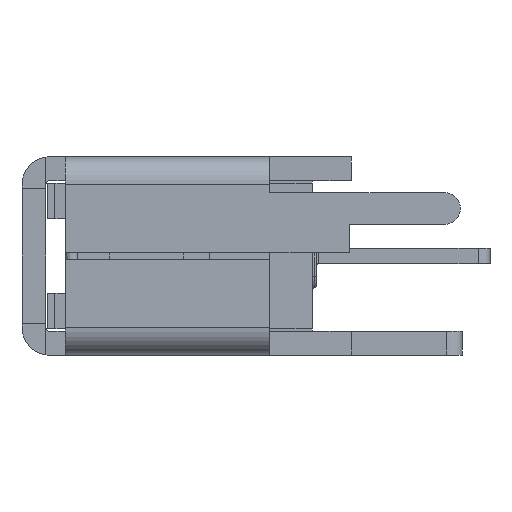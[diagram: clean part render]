
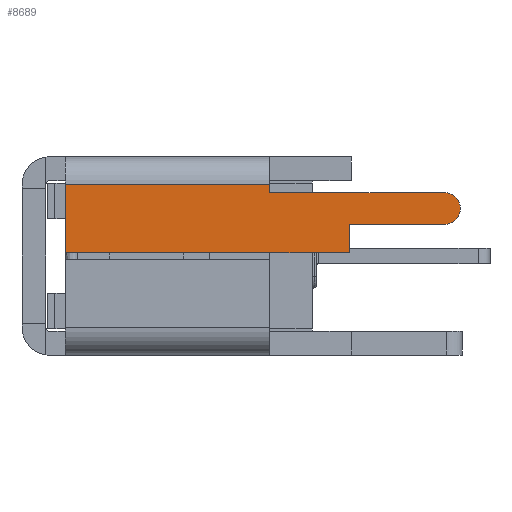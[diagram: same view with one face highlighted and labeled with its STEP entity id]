
A CAD part, left-side view. The second image highlights one B-rep face of the part: STEP entity #8689.
In plain terms, the highlighted face is planar.
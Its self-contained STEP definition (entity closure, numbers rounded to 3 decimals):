
#69 = ORIENTED_EDGE ( 'NONE', *, *, #6636, .T. ) ;
#220 = CARTESIAN_POINT ( 'NONE',  ( -1.6, 6., 6.48 ) ) ;
#306 = VECTOR ( 'NONE', #1245, 1000. ) ;
#328 = LINE ( 'NONE', #220, #10027 ) ;
#543 = CARTESIAN_POINT ( 'NONE',  ( -0.8, 6., -1.47 ) ) ;
#562 = VECTOR ( 'NONE', #6071, 1000. ) ;
#584 = DIRECTION ( 'NONE',  ( -1., 0., 0. ) ) ;
#650 = CARTESIAN_POINT ( 'NONE',  ( -0.8, 6., -3.87 ) ) ;
#685 = CARTESIAN_POINT ( 'NONE',  ( -0.08, 6., -1.47 ) ) ;
#840 = DIRECTION ( 'NONE',  ( 1., 0., 0. ) ) ;
#1232 = EDGE_CURVE ( 'NONE', #5318, #7574, #2981, .T. ) ;
#1245 = DIRECTION ( 'NONE',  ( 0., 0., -1. ) ) ;
#1256 = CARTESIAN_POINT ( 'NONE',  ( -0.8, 6., 6.48 ) ) ;
#1265 = VERTEX_POINT ( 'NONE', #650 ) ;
#1384 = VECTOR ( 'NONE', #8636, 1000. ) ;
#1608 = EDGE_CURVE ( 'NONE', #4948, #1911, #2762, .T. ) ;
#1777 = EDGE_CURVE ( 'NONE', #7487, #4438, #10008, .T. ) ;
#1821 = ORIENTED_EDGE ( 'NONE', *, *, #8066, .F. ) ;
#1911 = VERTEX_POINT ( 'NONE', #9456 ) ;
#2022 = DIRECTION ( 'NONE',  ( -1., 0., 0. ) ) ;
#2033 = AXIS2_PLACEMENT_3D ( 'NONE', #3542, #8921, #2022 ) ;
#2398 = ORIENTED_EDGE ( 'NONE', *, *, #1777, .T. ) ;
#2513 = VECTOR ( 'NONE', #4207, 1000. ) ;
#2762 = LINE ( 'NONE', #8196, #6182 ) ;
#2981 = LINE ( 'NONE', #8961, #562 ) ;
#3406 = ORIENTED_EDGE ( 'NONE', *, *, #6391, .T. ) ;
#3542 = CARTESIAN_POINT ( 'NONE',  ( -2.5, 6., 6.48 ) ) ;
#3548 = VERTEX_POINT ( 'NONE', #5667 ) ;
#3716 = DIRECTION ( 'NONE',  ( 0., 1., 0. ) ) ;
#3801 = ORIENTED_EDGE ( 'NONE', *, *, #1608, .T. ) ;
#4063 = ORIENTED_EDGE ( 'NONE', *, *, #7450, .T. ) ;
#4207 = DIRECTION ( 'NONE',  ( 0., 0., -1. ) ) ;
#4352 = LINE ( 'NONE', #1256, #2513 ) ;
#4438 = VERTEX_POINT ( 'NONE', #8243 ) ;
#4948 = VERTEX_POINT ( 'NONE', #5175 ) ;
#5130 = DIRECTION ( 'NONE',  ( 1., 0., 0. ) ) ;
#5175 = CARTESIAN_POINT ( 'NONE',  ( -1.6, 6., 0.54 ) ) ;
#5318 = VERTEX_POINT ( 'NONE', #685 ) ;
#5619 = ORIENTED_EDGE ( 'NONE', *, *, #1232, .T. ) ;
#5667 = CARTESIAN_POINT ( 'NONE',  ( -1.6, 6., -3.87 ) ) ;
#5744 = ORIENTED_EDGE ( 'NONE', *, *, #7817, .T. ) ;
#5830 = PLANE ( 'NONE',  #2033 ) ;
#5964 = CARTESIAN_POINT ( 'NONE',  ( -0.08, 6., 0.54 ) ) ;
#6015 = LINE ( 'NONE', #5964, #306 ) ;
#6071 = DIRECTION ( 'NONE',  ( -1., 0., 0. ) ) ;
#6182 = VECTOR ( 'NONE', #584, 1000. ) ;
#6391 = EDGE_CURVE ( 'NONE', #4438, #5318, #6015, .T. ) ;
#6409 = AXIS2_PLACEMENT_3D ( 'NONE', #8997, #3716, #5130 ) ;
#6636 = EDGE_CURVE ( 'NONE', #3548, #4948, #328, .T. ) ;
#7450 = EDGE_CURVE ( 'NONE', #7574, #1265, #4352, .T. ) ;
#7487 = VERTEX_POINT ( 'NONE', #9820 ) ;
#7574 = VERTEX_POINT ( 'NONE', #543 ) ;
#7705 = CIRCLE ( 'NONE', #6409, 0.4 ) ;
#7817 = EDGE_CURVE ( 'NONE', #1265, #3548, #7705, .T. ) ;
#8066 = EDGE_CURVE ( 'NONE', #7487, #1911, #9401, .T. ) ;
#8082 = CARTESIAN_POINT ( 'NONE',  ( -1.8, 6., 6.48 ) ) ;
#8196 = CARTESIAN_POINT ( 'NONE',  ( -2.5, 6., 0.54 ) ) ;
#8243 = CARTESIAN_POINT ( 'NONE',  ( -0.08, 6., 5.69 ) ) ;
#8298 = EDGE_LOOP ( 'NONE', ( #69, #3801, #1821, #2398, #3406, #5619, #4063, #5744 ) ) ;
#8500 = CARTESIAN_POINT ( 'NONE',  ( 2.5, 6., 5.69 ) ) ;
#8636 = DIRECTION ( 'NONE',  ( 0., 0., -1. ) ) ;
#8689 = ADVANCED_FACE ( 'NONE', ( #9721 ), #5830, .T. ) ;
#8921 = DIRECTION ( 'NONE',  ( 0., 1., 0. ) ) ;
#8961 = CARTESIAN_POINT ( 'NONE',  ( -2.5, 6., -1.47 ) ) ;
#8997 = CARTESIAN_POINT ( 'NONE',  ( -1.2, 6., -3.87 ) ) ;
#9103 = VECTOR ( 'NONE', #840, 1000. ) ;
#9401 = LINE ( 'NONE', #8082, #1384 ) ;
#9456 = CARTESIAN_POINT ( 'NONE',  ( -1.8, 6., 0.54 ) ) ;
#9605 = DIRECTION ( 'NONE',  ( 0., 0., 1. ) ) ;
#9721 = FACE_OUTER_BOUND ( 'NONE', #8298, .T. ) ;
#9820 = CARTESIAN_POINT ( 'NONE',  ( -1.8, 6., 5.69 ) ) ;
#10008 = LINE ( 'NONE', #8500, #9103 ) ;
#10027 = VECTOR ( 'NONE', #9605, 1000. ) ;
